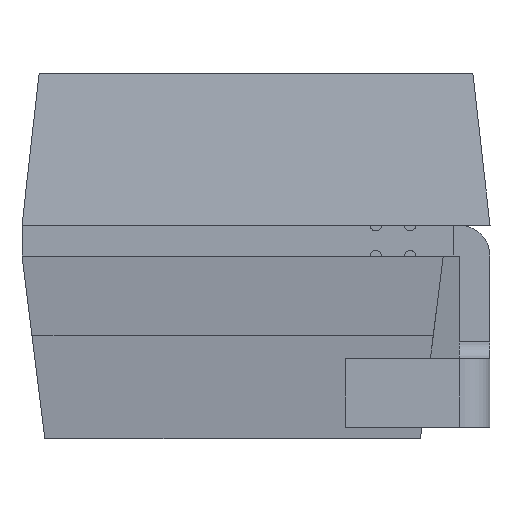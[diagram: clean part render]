
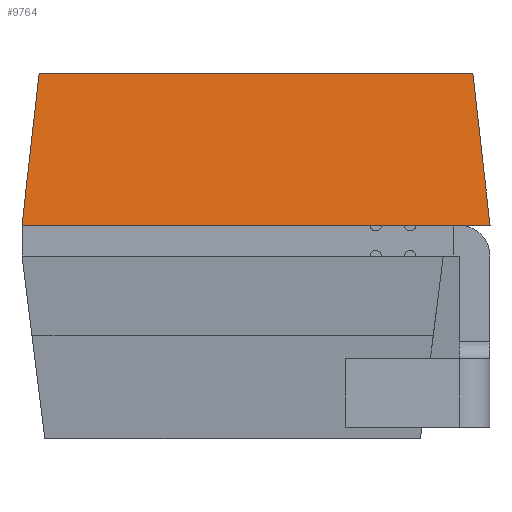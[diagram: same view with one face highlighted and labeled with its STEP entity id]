
A CAD part, left-side view. The second image highlights one B-rep face of the part: STEP entity #9764.
In plain terms, the highlighted planar face has unit normal (-0.994, 0, 0.112).
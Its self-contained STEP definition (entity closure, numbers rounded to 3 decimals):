
#8766 = PLANE('',#8767);
#8767 = AXIS2_PLACEMENT_3D('',#8768,#8769,#8770);
#8768 = CARTESIAN_POINT('',(0.,2.039,0.23));
#8769 = DIRECTION('',(0.,-0.994,-0.112));
#8770 = DIRECTION('',(0.,0.112,-0.994));
#8862 = PLANE('',#8863);
#8863 = AXIS2_PLACEMENT_3D('',#8864,#8865,#8866);
#8864 = CARTESIAN_POINT('',(0.,0.,0.135));
#8865 = DIRECTION('',(0.,-0.,1.));
#8866 = DIRECTION('',(1.,0.,0.));
#8901 = VERTEX_POINT('',#8902);
#8902 = CARTESIAN_POINT('',(-2.,2.05,0.135));
#8923 = EDGE_CURVE('',#8901,#8924,#8926,.T.);
#8924 = VERTEX_POINT('',#8925);
#8925 = CARTESIAN_POINT('',(-1.925,1.975,0.8));
#8926 = SURFACE_CURVE('',#8927,(#8931,#8938),.PCURVE_S1.);
#8927 = LINE('',#8928,#8929);
#8928 = CARTESIAN_POINT('',(-2.,2.05,0.135));
#8929 = VECTOR('',#8930,1.);
#8930 = DIRECTION('',(0.111,-0.111,0.988));
#8931 = PCURVE('',#8766,#8932);
#8932 = DEFINITIONAL_REPRESENTATION('',(#8933),#8937);
#8933 = LINE('',#8934,#8935);
#8934 = CARTESIAN_POINT('',(0.096,-2.));
#8935 = VECTOR('',#8936,1.);
#8936 = DIRECTION('',(-0.994,0.111));
#8937 = ( GEOMETRIC_REPRESENTATION_CONTEXT(2) 
PARAMETRIC_REPRESENTATION_CONTEXT() REPRESENTATION_CONTEXT('2D SPACE',''
  ) );
#8938 = PCURVE('',#8939,#8944);
#8939 = PLANE('',#8940);
#8940 = AXIS2_PLACEMENT_3D('',#8941,#8942,#8943);
#8941 = CARTESIAN_POINT('',(-1.99,0.,0.224));
#8942 = DIRECTION('',(0.994,0.,-0.112));
#8943 = DIRECTION('',(-0.112,0.,-0.994));
#8944 = DEFINITIONAL_REPRESENTATION('',(#8945),#8949);
#8945 = LINE('',#8946,#8947);
#8946 = CARTESIAN_POINT('',(0.09,2.05));
#8947 = VECTOR('',#8948,1.);
#8948 = DIRECTION('',(-0.994,-0.111));
#8949 = ( GEOMETRIC_REPRESENTATION_CONTEXT(2) 
PARAMETRIC_REPRESENTATION_CONTEXT() REPRESENTATION_CONTEXT('2D SPACE',''
  ) );
#8965 = PLANE('',#8966);
#8966 = AXIS2_PLACEMENT_3D('',#8967,#8968,#8969);
#8967 = CARTESIAN_POINT('',(0.,0.,0.8));
#8968 = DIRECTION('',(0.,0.,-1.));
#8969 = DIRECTION('',(-1.,0.,-0.));
#9044 = PLANE('',#9045);
#9045 = AXIS2_PLACEMENT_3D('',#9046,#9047,#9048);
#9046 = CARTESIAN_POINT('',(0.,-0.015,0.002));
#9047 = DIRECTION('',(0.,0.994,-0.112));
#9048 = DIRECTION('',(0.,0.112,0.994));
#9350 = EDGE_CURVE('',#8924,#9351,#9353,.T.);
#9351 = VERTEX_POINT('',#9352);
#9352 = CARTESIAN_POINT('',(-1.925,0.075,0.8));
#9353 = SURFACE_CURVE('',#9354,(#9358,#9365),.PCURVE_S1.);
#9354 = LINE('',#9355,#9356);
#9355 = CARTESIAN_POINT('',(-1.925,0.075,0.8));
#9356 = VECTOR('',#9357,1.);
#9357 = DIRECTION('',(-0.,-1.,-0.));
#9358 = PCURVE('',#8965,#9359);
#9359 = DEFINITIONAL_REPRESENTATION('',(#9360),#9364);
#9360 = LINE('',#9361,#9362);
#9361 = CARTESIAN_POINT('',(1.925,0.075));
#9362 = VECTOR('',#9363,1.);
#9363 = DIRECTION('',(0.,-1.));
#9364 = ( GEOMETRIC_REPRESENTATION_CONTEXT(2) 
PARAMETRIC_REPRESENTATION_CONTEXT() REPRESENTATION_CONTEXT('2D SPACE',''
  ) );
#9365 = PCURVE('',#8939,#9366);
#9366 = DEFINITIONAL_REPRESENTATION('',(#9367),#9371);
#9367 = LINE('',#9368,#9369);
#9368 = CARTESIAN_POINT('',(-0.579,0.075));
#9369 = VECTOR('',#9370,1.);
#9370 = DIRECTION('',(0.,-1.));
#9371 = ( GEOMETRIC_REPRESENTATION_CONTEXT(2) 
PARAMETRIC_REPRESENTATION_CONTEXT() REPRESENTATION_CONTEXT('2D SPACE',''
  ) );
#9717 = VERTEX_POINT('',#9718);
#9718 = CARTESIAN_POINT('',(-2.,0.,0.135));
#9739 = EDGE_CURVE('',#9717,#8901,#9740,.T.);
#9740 = SURFACE_CURVE('',#9741,(#9745,#9752),.PCURVE_S1.);
#9741 = LINE('',#9742,#9743);
#9742 = CARTESIAN_POINT('',(-2.,0.,0.135));
#9743 = VECTOR('',#9744,1.);
#9744 = DIRECTION('',(0.,1.,0.));
#9745 = PCURVE('',#8862,#9746);
#9746 = DEFINITIONAL_REPRESENTATION('',(#9747),#9751);
#9747 = LINE('',#9748,#9749);
#9748 = CARTESIAN_POINT('',(-2.,0.));
#9749 = VECTOR('',#9750,1.);
#9750 = DIRECTION('',(0.,1.));
#9751 = ( GEOMETRIC_REPRESENTATION_CONTEXT(2) 
PARAMETRIC_REPRESENTATION_CONTEXT() REPRESENTATION_CONTEXT('2D SPACE',''
  ) );
#9752 = PCURVE('',#8939,#9753);
#9753 = DEFINITIONAL_REPRESENTATION('',(#9754),#9758);
#9754 = LINE('',#9755,#9756);
#9755 = CARTESIAN_POINT('',(0.09,0.));
#9756 = VECTOR('',#9757,1.);
#9757 = DIRECTION('',(0.,1.));
#9758 = ( GEOMETRIC_REPRESENTATION_CONTEXT(2) 
PARAMETRIC_REPRESENTATION_CONTEXT() REPRESENTATION_CONTEXT('2D SPACE',''
  ) );
#9764 = ADVANCED_FACE('',(#9765),#8939,.F.);
#9765 = FACE_BOUND('',#9766,.T.);
#9766 = EDGE_LOOP('',(#9767,#9788,#9789,#9790));
#9767 = ORIENTED_EDGE('',*,*,#9768,.T.);
#9768 = EDGE_CURVE('',#9717,#9351,#9769,.T.);
#9769 = SURFACE_CURVE('',#9770,(#9774,#9781),.PCURVE_S1.);
#9770 = LINE('',#9771,#9772);
#9771 = CARTESIAN_POINT('',(-2.,0.,0.135));
#9772 = VECTOR('',#9773,1.);
#9773 = DIRECTION('',(0.111,0.111,0.988));
#9774 = PCURVE('',#8939,#9775);
#9775 = DEFINITIONAL_REPRESENTATION('',(#9776),#9780);
#9776 = LINE('',#9777,#9778);
#9777 = CARTESIAN_POINT('',(0.09,0.));
#9778 = VECTOR('',#9779,1.);
#9779 = DIRECTION('',(-0.994,0.111));
#9780 = ( GEOMETRIC_REPRESENTATION_CONTEXT(2) 
PARAMETRIC_REPRESENTATION_CONTEXT() REPRESENTATION_CONTEXT('2D SPACE',''
  ) );
#9781 = PCURVE('',#9044,#9782);
#9782 = DEFINITIONAL_REPRESENTATION('',(#9783),#9787);
#9783 = LINE('',#9784,#9785);
#9784 = CARTESIAN_POINT('',(0.134,-2.));
#9785 = VECTOR('',#9786,1.);
#9786 = DIRECTION('',(0.994,0.111));
#9787 = ( GEOMETRIC_REPRESENTATION_CONTEXT(2) 
PARAMETRIC_REPRESENTATION_CONTEXT() REPRESENTATION_CONTEXT('2D SPACE',''
  ) );
#9788 = ORIENTED_EDGE('',*,*,#9350,.F.);
#9789 = ORIENTED_EDGE('',*,*,#8923,.F.);
#9790 = ORIENTED_EDGE('',*,*,#9739,.F.);
